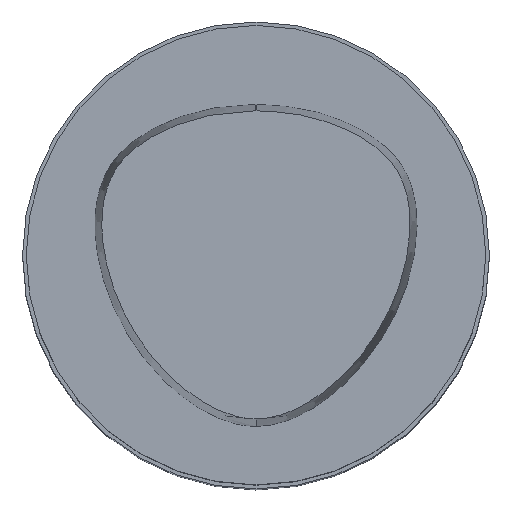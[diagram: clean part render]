
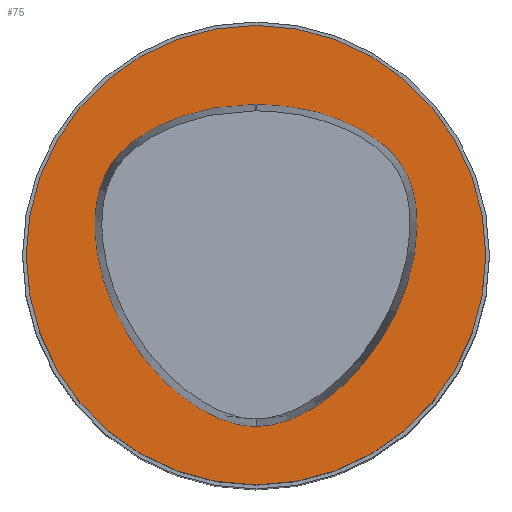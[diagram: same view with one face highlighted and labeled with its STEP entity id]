
A CAD part, top view. The second image highlights one B-rep face of the part: STEP entity #75.
In plain terms, the highlighted planar face has unit normal (0, 0, 1).
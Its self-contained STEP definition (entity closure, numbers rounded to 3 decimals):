
#75=ADVANCED_FACE('',(#86,#87),#88,.T.);
#86=FACE_OUTER_BOUND('',#111,.T.);
#87=FACE_BOUND('',#112,.T.);
#88=PLANE('',#113);
#111=EDGE_LOOP('',(#274));
#112=EDGE_LOOP('',(#275,#276,#277));
#113=AXIS2_PLACEMENT_3D('',#278,#279,#280);
#274=ORIENTED_EDGE('',*,*,#324,.F.);
#275=ORIENTED_EDGE('',*,*,#325,.F.);
#276=ORIENTED_EDGE('',*,*,#326,.F.);
#277=ORIENTED_EDGE('',*,*,#327,.F.);
#278=CARTESIAN_POINT('',(0.,15.746,0.));
#279=DIRECTION('',(0.0,0.0,1.0));
#280=DIRECTION('',(1.0,-0.0,0.0));
#324=EDGE_CURVE('',#337,#337,#338,.T.);
#325=EDGE_CURVE('',#339,#340,#341,.T.);
#326=EDGE_CURVE('',#342,#339,#343,.T.);
#327=EDGE_CURVE('',#340,#342,#344,.T.);
#337=VERTEX_POINT('',#360);
#338=CIRCLE('',#361,31.493);
#339=VERTEX_POINT('',#362);
#340=VERTEX_POINT('',#363);
#341=B_SPLINE_CURVE_WITH_KNOTS('',3,(#364,#365,#366,#367,#368,#369,#370,#371,#372,#373,#374,#375,#376,#377,#378,#379,#380,#381,#382,#383,#384,#385,#386,#387,#388,#389,#390,#391,#392,#393,#394,#395),.UNSPECIFIED.,.F.,.F.,(4,2,2,2,2,2,2,2,2,2,2,2,2,2,2,4),(6.615,6.904,7.192,7.48,7.769,8.327,8.886,10.063,10.522,10.981,11.21,11.44,11.898,12.428,12.829,13.23),.UNSPECIFIED.);
#342=VERTEX_POINT('',#396);
#343=B_SPLINE_CURVE_WITH_KNOTS('',3,(#397,#398,#399,#400,#401,#402,#403,#404,#405,#406,#407,#408,#409,#410,#411,#412,#413,#414,#415,#416,#417,#418,#419,#420,#421,#422,#423,#424,#425,#426),.UNSPECIFIED.,.F.,.F.,(4,2,2,2,2,2,2,2,2,2,2,2,2,2,4),(0.0,0.577,1.154,1.433,1.712,1.992,2.271,2.859,3.154,3.448,4.366,5.283,5.813,6.214,6.615),.UNSPECIFIED.);
#344=CIRCLE('',#427,0.95);
#360=CARTESIAN_POINT('',(0.,-31.493,0.0));
#361=AXIS2_PLACEMENT_3D('',#476,#477,#478);
#362=CARTESIAN_POINT('',(0.044,-23.469,0.0));
#363=CARTESIAN_POINT('',(0.045,20.677,0.0));
#364=CARTESIAN_POINT('',(0.044,-23.469,0.0));
#365=CARTESIAN_POINT('',(1.1,-23.464,0.));
#366=CARTESIAN_POINT('',(2.144,-23.297,0.0));
#367=CARTESIAN_POINT('',(4.142,-22.759,0.0));
#368=CARTESIAN_POINT('',(5.098,-22.39,0.));
#369=CARTESIAN_POINT('',(6.935,-21.508,0.));
#370=CARTESIAN_POINT('',(7.804,-21.,0.));
#371=CARTESIAN_POINT('',(9.469,-19.889,0.));
#372=CARTESIAN_POINT('',(10.267,-19.285,0.));
#373=CARTESIAN_POINT('',(12.503,-17.396,0.));
#374=CARTESIAN_POINT('',(13.842,-16.005,0.0));
#375=CARTESIAN_POINT('',(16.251,-13.01,0.));
#376=CARTESIAN_POINT('',(17.321,-11.408,0.));
#377=CARTESIAN_POINT('',(20.195,-6.179,0.));
#378=CARTESIAN_POINT('',(21.526,-2.27,0.));
#379=CARTESIAN_POINT('',(22.108,3.365,0.));
#380=CARTESIAN_POINT('',(22.144,4.957,0.));
#381=CARTESIAN_POINT('',(21.744,8.215,0.));
#382=CARTESIAN_POINT('',(21.281,9.878,0.0));
#383=CARTESIAN_POINT('',(20.179,12.032,0.0));
#384=CARTESIAN_POINT('',(19.702,12.759,0.));
#385=CARTESIAN_POINT('',(18.626,14.044,0.));
#386=CARTESIAN_POINT('',(18.039,14.612,0.0));
#387=CARTESIAN_POINT('',(16.128,16.197,0.));
#388=CARTESIAN_POINT('',(14.762,17.03,0.0));
#389=CARTESIAN_POINT('',(11.686,18.546,0.0));
#390=CARTESIAN_POINT('',(9.963,19.18,0.0));
#391=CARTESIAN_POINT('',(6.847,20.003,0.0));
#392=CARTESIAN_POINT('',(5.472,20.25,0.0));
#393=CARTESIAN_POINT('',(2.739,20.547,0.0));
#394=CARTESIAN_POINT('',(1.382,20.612,0.0));
#395=CARTESIAN_POINT('',(0.045,20.677,0.0));
#396=CARTESIAN_POINT('',(-0.045,20.677,0.0));
#397=CARTESIAN_POINT('',(-0.045,20.677,0.0));
#398=CARTESIAN_POINT('',(-1.968,20.588,0.0));
#399=CARTESIAN_POINT('',(-3.953,20.485,0.));
#400=CARTESIAN_POINT('',(-7.863,19.797,0.));
#401=CARTESIAN_POINT('',(-9.794,19.25,0.));
#402=CARTESIAN_POINT('',(-12.535,18.133,0.0));
#403=CARTESIAN_POINT('',(-13.411,17.719,0.0));
#404=CARTESIAN_POINT('',(-15.123,16.78,0.));
#405=CARTESIAN_POINT('',(-15.962,16.259,0.0));
#406=CARTESIAN_POINT('',(-17.56,15.067,0.0));
#407=CARTESIAN_POINT('',(-18.314,14.396,0.));
#408=CARTESIAN_POINT('',(-19.639,12.867,0.));
#409=CARTESIAN_POINT('',(-20.198,12.,0.0));
#410=CARTESIAN_POINT('',(-21.562,9.159,0.0));
#411=CARTESIAN_POINT('',(-21.995,7.022,0.0));
#412=CARTESIAN_POINT('',(-22.113,3.903,0.0));
#413=CARTESIAN_POINT('',(-22.067,2.879,0.0));
#414=CARTESIAN_POINT('',(-21.855,0.853,0.0));
#415=CARTESIAN_POINT('',(-21.693,-0.149,0.));
#416=CARTESIAN_POINT('',(-20.816,-4.237,0.));
#417=CARTESIAN_POINT('',(-19.66,-7.209,0.));
#418=CARTESIAN_POINT('',(-16.575,-12.714,0.0));
#419=CARTESIAN_POINT('',(-14.647,-15.248,0.));
#420=CARTESIAN_POINT('',(-11.05,-18.702,0.));
#421=CARTESIAN_POINT('',(-9.618,-19.857,0.0));
#422=CARTESIAN_POINT('',(-6.855,-21.571,0.));
#423=CARTESIAN_POINT('',(-5.58,-22.214,0.0));
#424=CARTESIAN_POINT('',(-2.867,-23.17,0.0));
#425=CARTESIAN_POINT('',(-1.426,-23.477,0.0));
#426=CARTESIAN_POINT('',(0.044,-23.469,0.0));
#427=AXIS2_PLACEMENT_3D('',#479,#480,#481);
#476=CARTESIAN_POINT('',(0.0,0.0,0.0));
#477=DIRECTION('',(0.0,0.0,-1.0));
#478=DIRECTION('',(0.0,1.0,0.0));
#479=CARTESIAN_POINT('',(-0.001,19.728,0.0));
#480=DIRECTION('',(0.0,0.0,1.0));
#481=DIRECTION('',(-0.046,0.999,0.0));
